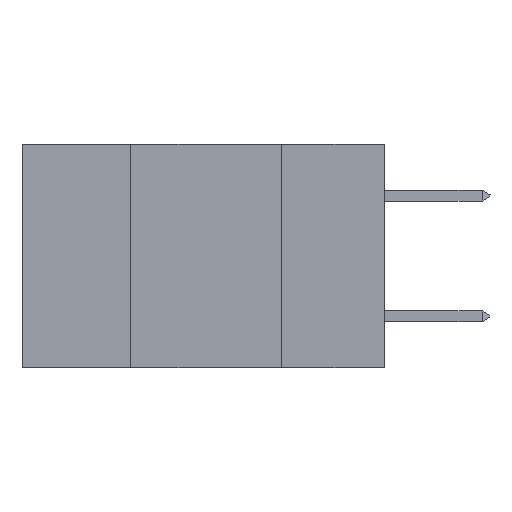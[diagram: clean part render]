
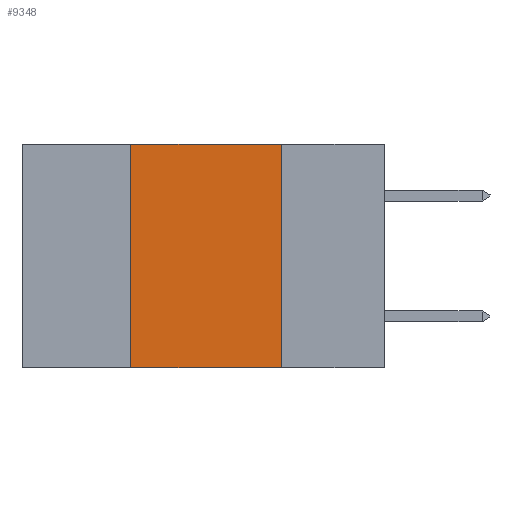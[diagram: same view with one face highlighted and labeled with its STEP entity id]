
A CAD part, left-side view. The second image highlights one B-rep face of the part: STEP entity #9348.
In plain terms, the highlighted planar face has unit normal (-1, 0, 0).
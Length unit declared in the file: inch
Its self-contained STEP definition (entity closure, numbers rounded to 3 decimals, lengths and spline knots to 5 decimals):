
#132 = LINE ( 'NONE', #15186, #29369 ) ;
#262 = CARTESIAN_POINT ( 'NONE',  ( 0., 0.42, 0. ) ) ;
#2096 = EDGE_CURVE ( 'NONE', #20693, #7336, #18649, .T. ) ;
#2641 = VECTOR ( 'NONE', #32829, 39.37008 ) ;
#3293 = EDGE_LOOP ( 'NONE', ( #8959, #22905, #27388, #15384 ) ) ;
#3623 = DIRECTION ( 'NONE',  ( 0., -1., 0. ) ) ;
#4875 = PLANE ( 'NONE',  #9931 ) ;
#5218 = DIRECTION ( 'NONE',  ( 0., 0., -1. ) ) ;
#5238 = CARTESIAN_POINT ( 'NONE',  ( 0., 0.17, 0. ) ) ;
#7191 = VECTOR ( 'NONE', #12009, 39.37008 ) ;
#7336 = VERTEX_POINT ( 'NONE', #27851 ) ;
#8913 = CARTESIAN_POINT ( 'NONE',  ( 0., 0.17, 0. ) ) ;
#8959 = ORIENTED_EDGE ( 'NONE', *, *, #2096, .F. ) ;
#9348 = ADVANCED_FACE ( 'NONE', ( #23769 ), #4875, .F. ) ;
#9510 = DIRECTION ( 'NONE',  ( 0., -1., 0. ) ) ;
#9931 = AXIS2_PLACEMENT_3D ( 'NONE', #21470, #10658, #5218 ) ;
#10658 = DIRECTION ( 'NONE',  ( 1., 0., 0. ) ) ;
#11919 = CARTESIAN_POINT ( 'NONE',  ( 0., 0.6, 0. ) ) ;
#12009 = DIRECTION ( 'NONE',  ( 0., 0., -1. ) ) ;
#15186 = CARTESIAN_POINT ( 'NONE',  ( 0., 0.6, -0.37 ) ) ;
#15384 = ORIENTED_EDGE ( 'NONE', *, *, #23712, .T. ) ;
#18649 = LINE ( 'NONE', #8913, #7191 ) ;
#19161 = LINE ( 'NONE', #262, #2641 ) ;
#20693 = VERTEX_POINT ( 'NONE', #5238 ) ;
#21470 = CARTESIAN_POINT ( 'NONE',  ( 0., 0.6, 0. ) ) ;
#21600 = CARTESIAN_POINT ( 'NONE',  ( 0., 0.42, 0. ) ) ;
#22905 = ORIENTED_EDGE ( 'NONE', *, *, #28758, .F. ) ;
#23712 = EDGE_CURVE ( 'NONE', #24724, #7336, #132, .T. ) ;
#23769 = FACE_OUTER_BOUND ( 'NONE', #3293, .T. ) ;
#24174 = EDGE_CURVE ( 'NONE', #24724, #29833, #19161, .T. ) ;
#24724 = VERTEX_POINT ( 'NONE', #30530 ) ;
#25654 = VECTOR ( 'NONE', #3623, 39.37008 ) ;
#27388 = ORIENTED_EDGE ( 'NONE', *, *, #24174, .F. ) ;
#27851 = CARTESIAN_POINT ( 'NONE',  ( 0., 0.17, -0.37 ) ) ;
#28758 = EDGE_CURVE ( 'NONE', #29833, #20693, #30720, .T. ) ;
#29369 = VECTOR ( 'NONE', #9510, 39.37008 ) ;
#29833 = VERTEX_POINT ( 'NONE', #21600 ) ;
#30530 = CARTESIAN_POINT ( 'NONE',  ( 0., 0.42, -0.37 ) ) ;
#30720 = LINE ( 'NONE', #11919, #25654 ) ;
#32829 = DIRECTION ( 'NONE',  ( 0., 0., 1. ) ) ;
